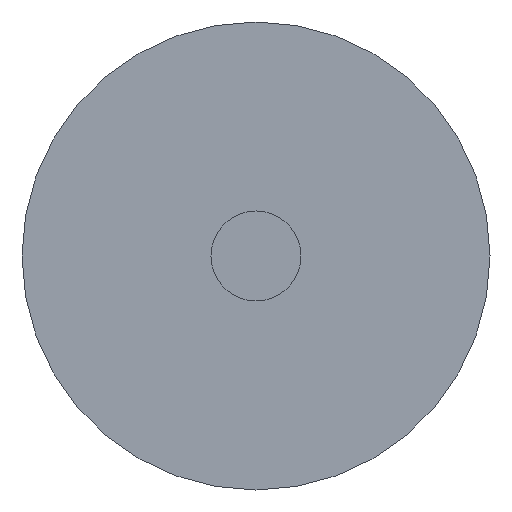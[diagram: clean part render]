
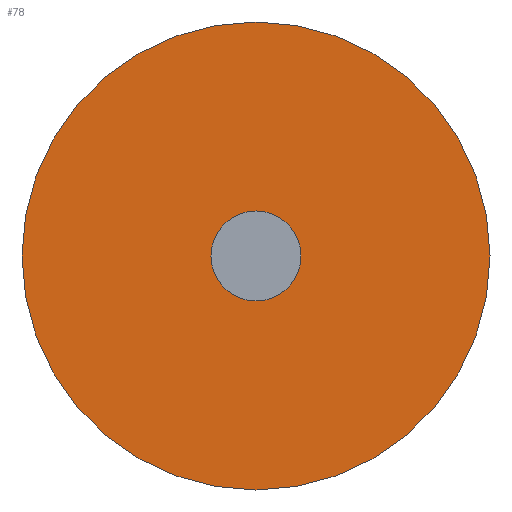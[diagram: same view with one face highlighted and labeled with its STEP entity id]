
A CAD part, left-side view. The second image highlights one B-rep face of the part: STEP entity #78.
In plain terms, the highlighted planar face has unit normal (-1, 0, 0).
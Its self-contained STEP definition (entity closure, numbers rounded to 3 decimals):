
#21 = CIRCLE ( 'NONE', #147, 1.5 ) ;
#24 = FACE_BOUND ( 'NONE', #186, .T. ) ;
#26 = CARTESIAN_POINT ( 'NONE',  ( 0., 0., -7.8 ) ) ;
#43 = CARTESIAN_POINT ( 'NONE',  ( 0., 0., 0. ) ) ;
#60 = CARTESIAN_POINT ( 'NONE',  ( 0., 0., 0. ) ) ;
#62 = ORIENTED_EDGE ( 'NONE', *, *, #234, .F. ) ;
#68 = VERTEX_POINT ( 'NONE', #73 ) ;
#69 = CIRCLE ( 'NONE', #178, 1.5 ) ;
#72 = DIRECTION ( 'NONE',  ( 0., 0., 1. ) ) ;
#73 = CARTESIAN_POINT ( 'NONE',  ( 0., 0., 1.5 ) ) ;
#78 = ADVANCED_FACE ( 'NONE', ( #24, #120 ), #169, .F. ) ;
#80 = AXIS2_PLACEMENT_3D ( 'NONE', #60, #142, #245 ) ;
#91 = CARTESIAN_POINT ( 'NONE',  ( 0., 0., 0. ) ) ;
#92 = CARTESIAN_POINT ( 'NONE',  ( 0., 0., 0. ) ) ;
#94 = AXIS2_PLACEMENT_3D ( 'NONE', #92, #232, #117 ) ;
#99 = VERTEX_POINT ( 'NONE', #237 ) ;
#105 = CARTESIAN_POINT ( 'NONE',  ( 0., 0., 7.8 ) ) ;
#115 = DIRECTION ( 'NONE',  ( 0., 0., 1. ) ) ;
#117 = DIRECTION ( 'NONE',  ( 0., 0., -1. ) ) ;
#120 = FACE_OUTER_BOUND ( 'NONE', #172, .T. ) ;
#131 = AXIS2_PLACEMENT_3D ( 'NONE', #150, #212, #134 ) ;
#134 = DIRECTION ( 'NONE',  ( 0., 0., -1. ) ) ;
#137 = ORIENTED_EDGE ( 'NONE', *, *, #220, .F. ) ;
#140 = VERTEX_POINT ( 'NONE', #105 ) ;
#142 = DIRECTION ( 'NONE',  ( 1., 0., 0. ) ) ;
#147 = AXIS2_PLACEMENT_3D ( 'NONE', #91, #231, #115 ) ;
#150 = CARTESIAN_POINT ( 'NONE',  ( 0., 0., 0. ) ) ;
#163 = ORIENTED_EDGE ( 'NONE', *, *, #198, .F. ) ;
#169 = PLANE ( 'NONE',  #80 ) ;
#172 = EDGE_LOOP ( 'NONE', ( #242, #163 ) ) ;
#178 = AXIS2_PLACEMENT_3D ( 'NONE', #43, #183, #72 ) ;
#183 = DIRECTION ( 'NONE',  ( -1., 0., 0. ) ) ;
#186 = EDGE_LOOP ( 'NONE', ( #62, #137 ) ) ;
#197 = CIRCLE ( 'NONE', #131, 7.8 ) ;
#198 = EDGE_CURVE ( 'NONE', #204, #140, #248, .T. ) ;
#201 = EDGE_CURVE ( 'NONE', #140, #204, #197, .T. ) ;
#204 = VERTEX_POINT ( 'NONE', #26 ) ;
#212 = DIRECTION ( 'NONE',  ( 1., 0., 0. ) ) ;
#220 = EDGE_CURVE ( 'NONE', #99, #68, #21, .T. ) ;
#231 = DIRECTION ( 'NONE',  ( -1., 0., 0. ) ) ;
#232 = DIRECTION ( 'NONE',  ( 1., 0., 0. ) ) ;
#234 = EDGE_CURVE ( 'NONE', #68, #99, #69, .T. ) ;
#237 = CARTESIAN_POINT ( 'NONE',  ( 0., 0., -1.5 ) ) ;
#242 = ORIENTED_EDGE ( 'NONE', *, *, #201, .F. ) ;
#245 = DIRECTION ( 'NONE',  ( 0., 0., -1. ) ) ;
#248 = CIRCLE ( 'NONE', #94, 7.8 ) ;
